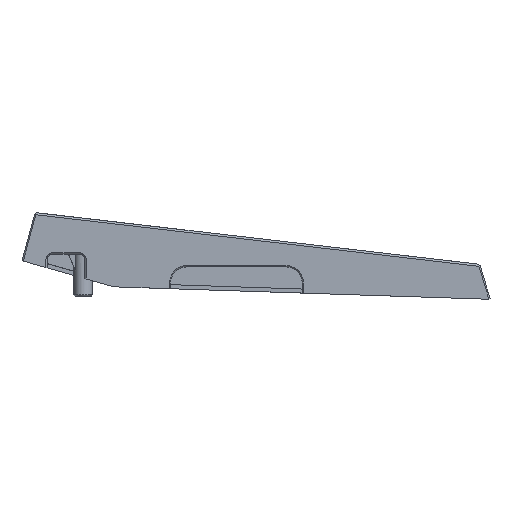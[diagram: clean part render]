
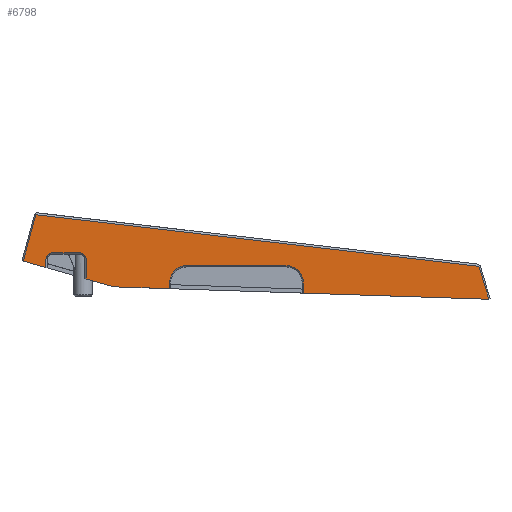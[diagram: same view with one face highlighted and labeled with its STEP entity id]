
A CAD part, front view. The second image highlights one B-rep face of the part: STEP entity #6798.
In plain terms, the highlighted planar face has unit normal (0, -1, 0).
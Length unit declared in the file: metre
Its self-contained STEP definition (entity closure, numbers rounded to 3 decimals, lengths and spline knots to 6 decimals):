
#243=CIRCLE('',#7215,0.0065);
#244=CIRCLE('',#7216,0.0025);
#245=CIRCLE('',#7217,0.0025);
#246=CIRCLE('',#7218,0.0065);
#603=ORIENTED_EDGE('',*,*,#2626,.T.);
#604=ORIENTED_EDGE('',*,*,#2627,.T.);
#605=ORIENTED_EDGE('',*,*,#2628,.T.);
#606=ORIENTED_EDGE('',*,*,#2629,.T.);
#607=ORIENTED_EDGE('',*,*,#2630,.T.);
#608=ORIENTED_EDGE('',*,*,#2631,.T.);
#609=ORIENTED_EDGE('',*,*,#2632,.T.);
#610=ORIENTED_EDGE('',*,*,#2633,.T.);
#611=ORIENTED_EDGE('',*,*,#2634,.T.);
#612=ORIENTED_EDGE('',*,*,#2635,.T.);
#613=ORIENTED_EDGE('',*,*,#2636,.T.);
#614=ORIENTED_EDGE('',*,*,#2637,.T.);
#615=ORIENTED_EDGE('',*,*,#2638,.T.);
#616=ORIENTED_EDGE('',*,*,#2639,.T.);
#617=ORIENTED_EDGE('',*,*,#2640,.T.);
#618=ORIENTED_EDGE('',*,*,#2641,.T.);
#619=ORIENTED_EDGE('',*,*,#2642,.T.);
#620=ORIENTED_EDGE('',*,*,#2643,.T.);
#2626=EDGE_CURVE('',#3633,#3634,#243,.F.);
#2627=EDGE_CURVE('',#3634,#3635,#4287,.T.);
#2628=EDGE_CURVE('',#3635,#3636,#4288,.T.);
#2629=EDGE_CURVE('',#3636,#3637,#4289,.T.);
#2630=EDGE_CURVE('',#3637,#3638,#4290,.T.);
#2631=EDGE_CURVE('',#3638,#3639,#4291,.T.);
#2632=EDGE_CURVE('',#3639,#3640,#4292,.T.);
#2633=EDGE_CURVE('',#3640,#3641,#4293,.T.);
#2634=EDGE_CURVE('',#3641,#3642,#4294,.T.);
#2635=EDGE_CURVE('',#3642,#3643,#244,.F.);
#2636=EDGE_CURVE('',#3643,#3644,#4295,.T.);
#2637=EDGE_CURVE('',#3644,#3645,#245,.F.);
#2638=EDGE_CURVE('',#3645,#3646,#4296,.T.);
#2639=EDGE_CURVE('',#3646,#3647,#4297,.T.);
#2640=EDGE_CURVE('',#3647,#3648,#4298,.T.);
#2641=EDGE_CURVE('',#3648,#3649,#4299,.T.);
#2642=EDGE_CURVE('',#3649,#3650,#246,.F.);
#2643=EDGE_CURVE('',#3650,#3633,#4300,.T.);
#3633=VERTEX_POINT('',#9941);
#3634=VERTEX_POINT('',#9942);
#3635=VERTEX_POINT('',#9944);
#3636=VERTEX_POINT('',#9946);
#3637=VERTEX_POINT('',#9948);
#3638=VERTEX_POINT('',#9950);
#3639=VERTEX_POINT('',#9952);
#3640=VERTEX_POINT('',#9954);
#3641=VERTEX_POINT('',#9956);
#3642=VERTEX_POINT('',#9958);
#3643=VERTEX_POINT('',#9960);
#3644=VERTEX_POINT('',#9962);
#3645=VERTEX_POINT('',#9964);
#3646=VERTEX_POINT('',#9966);
#3647=VERTEX_POINT('',#9968);
#3648=VERTEX_POINT('',#9970);
#3649=VERTEX_POINT('',#9972);
#3650=VERTEX_POINT('',#9974);
#4287=LINE('',#9943,#5066);
#4288=LINE('',#9945,#5067);
#4289=LINE('',#9947,#5068);
#4290=LINE('',#9949,#5069);
#4291=LINE('',#9951,#5070);
#4292=LINE('',#9953,#5071);
#4293=LINE('',#9955,#5072);
#4294=LINE('',#9957,#5073);
#4295=LINE('',#9961,#5074);
#4296=LINE('',#9965,#5075);
#4297=LINE('',#9967,#5076);
#4298=LINE('',#9969,#5077);
#4299=LINE('',#9971,#5078);
#4300=LINE('',#9975,#5079);
#5066=VECTOR('',#7949,1.);
#5067=VECTOR('',#7950,1.);
#5068=VECTOR('',#7951,1.);
#5069=VECTOR('',#7952,1.);
#5070=VECTOR('',#7953,1.);
#5071=VECTOR('',#7954,1.);
#5072=VECTOR('',#7955,1.);
#5073=VECTOR('',#7956,1.);
#5074=VECTOR('',#7959,1.);
#5075=VECTOR('',#7962,1.);
#5076=VECTOR('',#7963,1.);
#5077=VECTOR('',#7964,1.);
#5078=VECTOR('',#7965,1.);
#5079=VECTOR('',#7968,1.);
#5652=EDGE_LOOP('',(#603,#604,#605,#606,#607,#608,#609,#610,#611,#612,#613,
#614,#615,#616,#617,#618,#619,#620));
#6086=FACE_BOUND('',#5652,.T.);
#6504=PLANE('',#7214);
#6798=ADVANCED_FACE('',(#6086),#6504,.T.);
#7214=AXIS2_PLACEMENT_3D('',#9939,#7945,#7946);
#7215=AXIS2_PLACEMENT_3D('',#9940,#7947,#7948);
#7216=AXIS2_PLACEMENT_3D('',#9959,#7957,#7958);
#7217=AXIS2_PLACEMENT_3D('',#9963,#7960,#7961);
#7218=AXIS2_PLACEMENT_3D('',#9973,#7966,#7967);
#7945=DIRECTION('',(0.,-1.,0.));
#7946=DIRECTION('',(1.,0.,0.));
#7947=DIRECTION('',(0.,-1.,0.));
#7948=DIRECTION('',(0.,0.,-1.));
#7949=DIRECTION('',(0.002,0.,-1.));
#7950=DIRECTION('',(0.999,0.,-0.033));
#7951=DIRECTION('',(0.74,0.,0.673));
#7952=DIRECTION('',(-0.29,0.,0.957));
#7953=DIRECTION('',(-0.993,0.,0.116));
#7954=DIRECTION('',(-0.261,0.,-0.965));
#7955=DIRECTION('',(0.962,0.,-0.274));
#7956=DIRECTION('',(0.,0.,1.));
#7957=DIRECTION('',(0.,-1.,0.));
#7958=DIRECTION('',(0.,0.,-1.));
#7959=DIRECTION('',(1.,0.,0.));
#7960=DIRECTION('',(0.,-1.,0.));
#7961=DIRECTION('',(0.,0.,-1.));
#7962=DIRECTION('',(0.,0.,-1.));
#7963=DIRECTION('',(0.962,0.,-0.274));
#7964=DIRECTION('',(0.999,0.,-0.033));
#7965=DIRECTION('',(0.,0.,1.));
#7966=DIRECTION('',(0.,-1.,0.));
#7967=DIRECTION('',(0.,0.,-1.));
#7968=DIRECTION('',(1.,0.,0.));
#9939=CARTESIAN_POINT('',(-0.196366,0.214377,0.020834));
#9940=CARTESIAN_POINT('',(-0.184696,0.214377,0.015444));
#9941=CARTESIAN_POINT('',(-0.184697,0.214377,0.021944));
#9942=CARTESIAN_POINT('',(-0.178196,0.214377,0.015456));
#9943=CARTESIAN_POINT('',(-0.17819,0.214377,0.011717));
#9944=CARTESIAN_POINT('',(-0.17819,0.214377,0.011699));
#9945=CARTESIAN_POINT('',(-0.196649,0.214377,0.012312));
#9946=CARTESIAN_POINT('',(-0.109304,0.214377,0.009414));
#9947=CARTESIAN_POINT('',(-0.109187,0.214377,0.009521));
#9948=CARTESIAN_POINT('',(-0.109267,0.214377,0.009448));
#9949=CARTESIAN_POINT('',(-0.119732,0.214377,0.044028));
#9950=CARTESIAN_POINT('',(-0.112965,0.214377,0.02167));
#9951=CARTESIAN_POINT('',(-0.278084,0.214377,0.040892));
#9952=CARTESIAN_POINT('',(-0.277695,0.214377,0.040847));
#9953=CARTESIAN_POINT('',(-0.277196,0.214377,0.042693));
#9954=CARTESIAN_POINT('',(-0.282357,0.214377,0.023608));
#9955=CARTESIAN_POINT('',(-0.202089,0.214377,0.000743));
#9956=CARTESIAN_POINT('',(-0.27395,0.214377,0.021213));
#9957=CARTESIAN_POINT('',(-0.27395,0.214377,0.0242));
#9958=CARTESIAN_POINT('',(-0.27395,0.214377,0.0242));
#9959=CARTESIAN_POINT('',(-0.27145,0.214377,0.0242));
#9960=CARTESIAN_POINT('',(-0.27145,0.214377,0.0267));
#9961=CARTESIAN_POINT('',(-0.196366,0.214377,0.0267));
#9962=CARTESIAN_POINT('',(-0.26145,0.214377,0.0267));
#9963=CARTESIAN_POINT('',(-0.26145,0.214377,0.0242));
#9964=CARTESIAN_POINT('',(-0.25895,0.214377,0.0242));
#9965=CARTESIAN_POINT('',(-0.25895,0.214377,0.020834));
#9966=CARTESIAN_POINT('',(-0.25895,0.214377,0.016941));
#9967=CARTESIAN_POINT('',(-0.202089,0.214377,0.000743));
#9968=CARTESIAN_POINT('',(-0.24877,0.214377,0.014041));
#9969=CARTESIAN_POINT('',(-0.196649,0.214377,0.012312));
#9970=CARTESIAN_POINT('',(-0.228055,0.214377,0.013353));
#9971=CARTESIAN_POINT('',(-0.228055,0.214377,0.020834));
#9972=CARTESIAN_POINT('',(-0.228055,0.214377,0.015443));
#9973=CARTESIAN_POINT('',(-0.221555,0.214377,0.015443));
#9974=CARTESIAN_POINT('',(-0.221555,0.214377,0.021943));
#9975=CARTESIAN_POINT('',(-0.196366,0.214377,0.021944));
